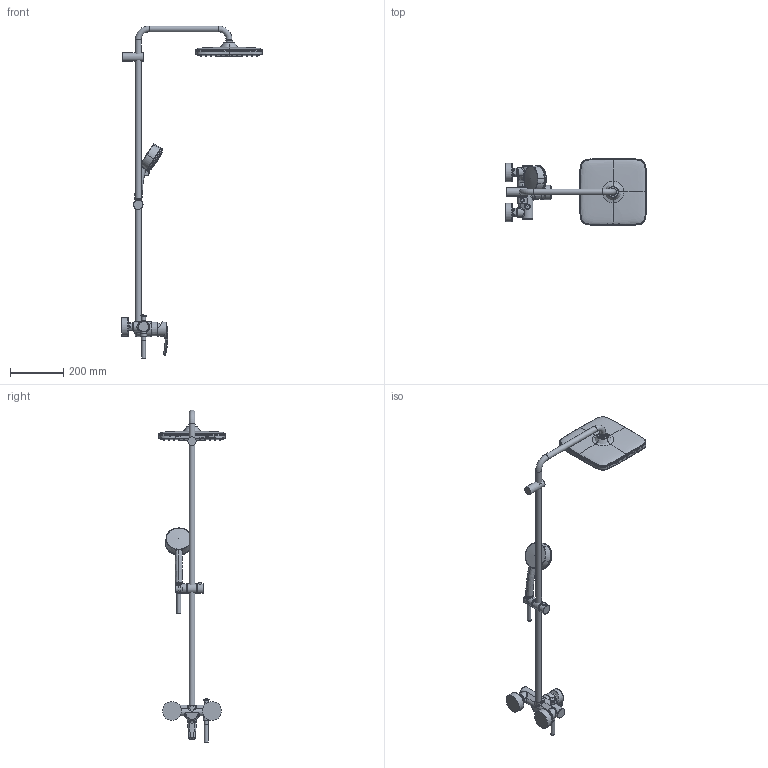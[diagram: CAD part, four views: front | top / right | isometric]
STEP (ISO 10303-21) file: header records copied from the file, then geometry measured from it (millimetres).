
FILE_DESCRIPTION(/* description */ ('Unknown'),/* implementation_level */ '2;1');
FILE_NAME(/* name */ '26692000',/* time_stamp */ '2022-09-08T12:17:55+02:00',/* author */ ('Unknown'),/* organization */ ('GROHE AG'),/* preprocessor_version */ 'ST-DEVELOPER v16.7',/* originating_system */ 'DEX',/* authorisation */ $);
FILE_SCHEMA (('AUTOMOTIVE_DESIGN {1 0 10303 214 3 1 1}'));
Length unit declared in the file: millimetre
Products named in the file (11): 26692000; A_4282152_eurostyle_basin mixer_lever head; id96; 50.9697.1_Standard; A4288001-21-07-2010-CosmoHousing; extrude#; HEALED_BODY_2  ; shell; trim_sur; TRIM_SURFACE#86
Assembly tree (10 placements, depth 2):
  26692000
    26692000
    A_4282152_eurostyle_basin mixer_lever head
    id96
    50.9697.1_Standard
    A4288001-21-07-2010-CosmoHousing
    extrude#
    HEALED_BODY_2  
    shell
    trim_sur
    TRIM_SURFACE#86
Bounding box: 527.52 x 250 x 1243.06 mm (x, y, z)
Volume: 146278.2 mm3; surface area: 443650.5 mm2
Topology: 2 solids, 300 shells, 1885 faces, 6347 edges, 4868 vertices
Faces by surface type: cylinder 686, bspline 615, plane 350, torus 180, cone 29, sphere 25
Full cylindrical faces by diameter (mm): 1 x133, 1.5 x40, 2.2 x132, 2.8 x52, 3.6 x1, 3.798 x136, 15 x2, 15.196 x1, 15.3 x1, 16 x1, 19.9 x1, 20.955 x1, 20.96 x1, 22 x3, 23 x2, 29 x4, 31.3 x1, 33.4 x2, 34 x1, 36 x3, 40 x1, 54 x1, 55 x1, 70 x2, 89.4 x1, 90.2 x1
Entity records: 98398 total; most frequent: CARTESIAN_POINT 54270, ORIENTED_EDGE 6912, DIRECTION 5908, EDGE_CURVE 4817, VERTEX_POINT 4269, FACE_BOUND 3258, EDGE_LOOP 3257, B_SPLINE_CURVE_WITH_KNOTS 2934
